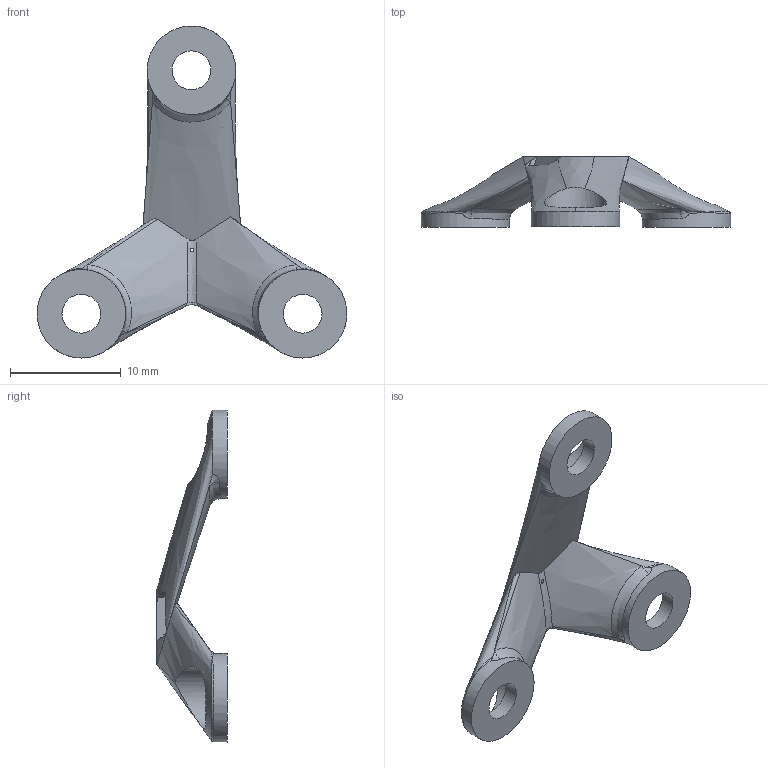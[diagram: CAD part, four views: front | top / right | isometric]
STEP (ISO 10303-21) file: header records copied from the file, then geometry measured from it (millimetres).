
FILE_DESCRIPTION(/* description */ (''),/* implementation_level */ '2;1');
FILE_NAME(/* name */ 'QVDiamondMount Isosceles v6.step',/* time_stamp */ '2025-10-23T12:22:54-04:00',/* author */ (''),/* organization */ (''),/* preprocessor_version */ 'ST-DEVELOPER v20.1',/* originating_system */ 'Autodesk Translation Framework v14.17.0.0',/* authorisation */ '');
FILE_SCHEMA (('AUTOMOTIVE_DESIGN { 1 0 10303 214 3 1 1 }'));
Length unit declared in the file: millimetre
Products named in the file (1): QVDiamondMount Isosceles
Bounding box: 28 x 6.35 x 30 mm (x, y, z)
Volume: 664.3 mm3; surface area: 1008.5 mm2
Topology: 2 solids, 2 shells, 86 faces, 239 edges, 150 vertices
Faces by surface type: bspline 44, plane 25, cylinder 15, sphere 1, torus 1
Full cylindrical faces by diameter (mm): 1 x1, 2 x1, 3.5 x3, 5.6 x3, 8 x3
Entity records: 4657 total; most frequent: CARTESIAN_POINT 2776, ORIENTED_EDGE 462, DIRECTION 248, EDGE_CURVE 231, VERTEX_POINT 150, B_SPLINE_CURVE_WITH_KNOTS 120, EDGE_LOOP 95, AXIS2_PLACEMENT_3D 94
